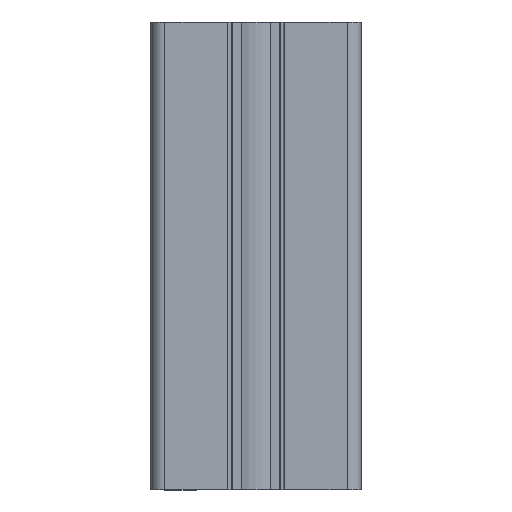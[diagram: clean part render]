
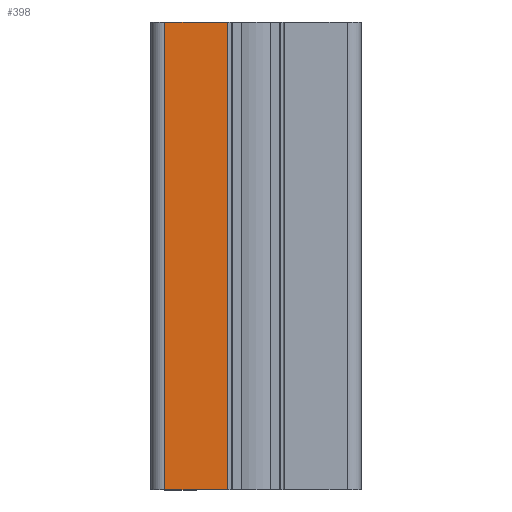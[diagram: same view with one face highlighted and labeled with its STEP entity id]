
A CAD part, top view. The second image highlights one B-rep face of the part: STEP entity #398.
In plain terms, the highlighted planar face has unit normal (0, 0, 1).
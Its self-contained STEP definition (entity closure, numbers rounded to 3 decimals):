
#398 = ADVANCED_FACE( '', ( #917 ), #918, .T. );
#917 = FACE_OUTER_BOUND( '', #1564, .T. );
#918 = PLANE( '', #1565 );
#1564 = EDGE_LOOP( '', ( #2615, #2616, #2617, #2618 ) );
#1565 = AXIS2_PLACEMENT_3D( '', #2619, #2620, #2621 );
#2615 = ORIENTED_EDGE( '', *, *, #4416, .F. );
#2616 = ORIENTED_EDGE( '', *, *, #4417, .F. );
#2617 = ORIENTED_EDGE( '', *, *, #4418, .T. );
#2618 = ORIENTED_EDGE( '', *, *, #4419, .T. );
#2619 = CARTESIAN_POINT( '', ( -19.5, 100., 22.5 ) );
#2620 = DIRECTION( '', ( 0., 0., 1. ) );
#2621 = DIRECTION( '', ( 1., 0., 0. ) );
#4416 = EDGE_CURVE( '', #5496, #5497, #5498, .T. );
#4417 = EDGE_CURVE( '', #5499, #5496, #5500, .T. );
#4418 = EDGE_CURVE( '', #5499, #5501, #5502, .T. );
#4419 = EDGE_CURVE( '', #5501, #5497, #5503, .T. );
#5496 = VERTEX_POINT( '', #6957 );
#5497 = VERTEX_POINT( '', #6958 );
#5498 = LINE( '', #6959, #6960 );
#5499 = VERTEX_POINT( '', #6961 );
#5500 = LINE( '', #6962, #6963 );
#5501 = VERTEX_POINT( '', #6964 );
#5502 = LINE( '', #6965, #6966 );
#5503 = LINE( '', #6967, #6968 );
#6957 = CARTESIAN_POINT( '', ( -6.1, 0., 22.5 ) );
#6958 = CARTESIAN_POINT( '', ( -19.5, 0., 22.5 ) );
#6959 = CARTESIAN_POINT( '', ( -19.5, 0., 22.5 ) );
#6960 = VECTOR( '', #8235, 1000. );
#6961 = CARTESIAN_POINT( '', ( -6.1, 100., 22.5 ) );
#6962 = CARTESIAN_POINT( '', ( -6.1, 100., 22.5 ) );
#6963 = VECTOR( '', #8236, 1000. );
#6964 = CARTESIAN_POINT( '', ( -19.5, 100., 22.5 ) );
#6965 = CARTESIAN_POINT( '', ( -19.5, 100., 22.5 ) );
#6966 = VECTOR( '', #8237, 1000. );
#6967 = CARTESIAN_POINT( '', ( -19.5, 100., 22.5 ) );
#6968 = VECTOR( '', #8238, 1000. );
#8235 = DIRECTION( '', ( -1., 0., 0. ) );
#8236 = DIRECTION( '', ( 0., -1., 0. ) );
#8237 = DIRECTION( '', ( -1., 0., 0. ) );
#8238 = DIRECTION( '', ( 0., -1., 0. ) );
